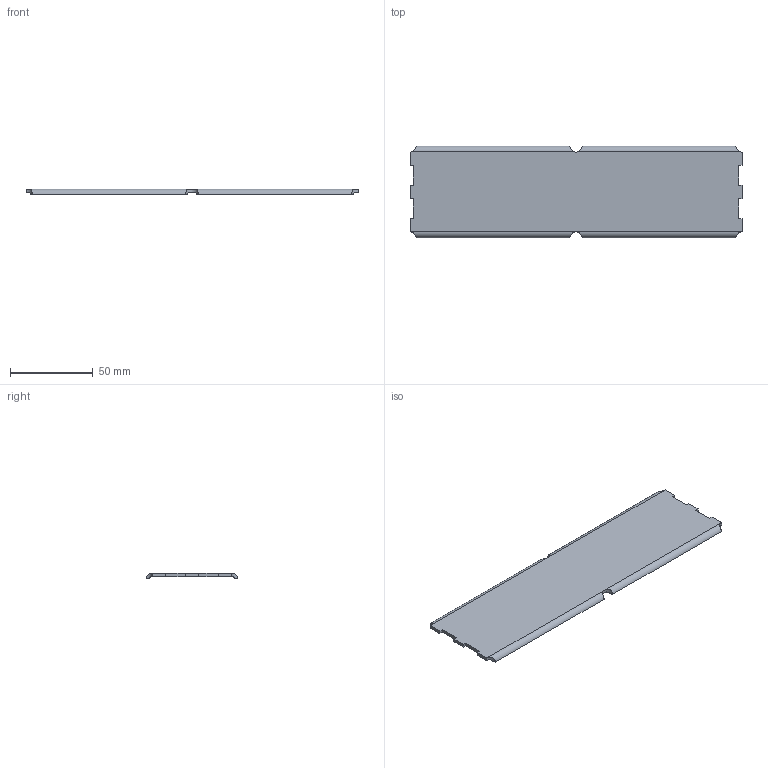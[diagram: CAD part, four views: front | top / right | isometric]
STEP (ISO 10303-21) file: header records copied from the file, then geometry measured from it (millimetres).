
FILE_DESCRIPTION (( 'STEP AP214' ), '1' );
FILE_NAME ('6067097.STEP', '2025-02-10T14:01:42', ( '' ), ( '' ), 'SwSTEP 2.0', 'SolidWorks 2024', '' );
FILE_SCHEMA (( 'AUTOMOTIVE_DESIGN' ));
Length unit declared in the file: millimetre
Products named in the file (1): 6067097
Bounding box: 200 x 55.3 x 3.33 mm (x, y, z)
Volume: 21837.9 mm3; surface area: 22899.6 mm2
Topology: 1 solids, 1 shells, 38 faces, 108 edges, 72 vertices
Faces by surface type: plane 24, cylinder 14
Entity records: 1475 total; most frequent: CARTESIAN_POINT 503, ORIENTED_EDGE 216, DIRECTION 174, EDGE_CURVE 108, LINE 72, VERTEX_POINT 72, VECTOR 72, AXIS2_PLACEMENT_3D 51
